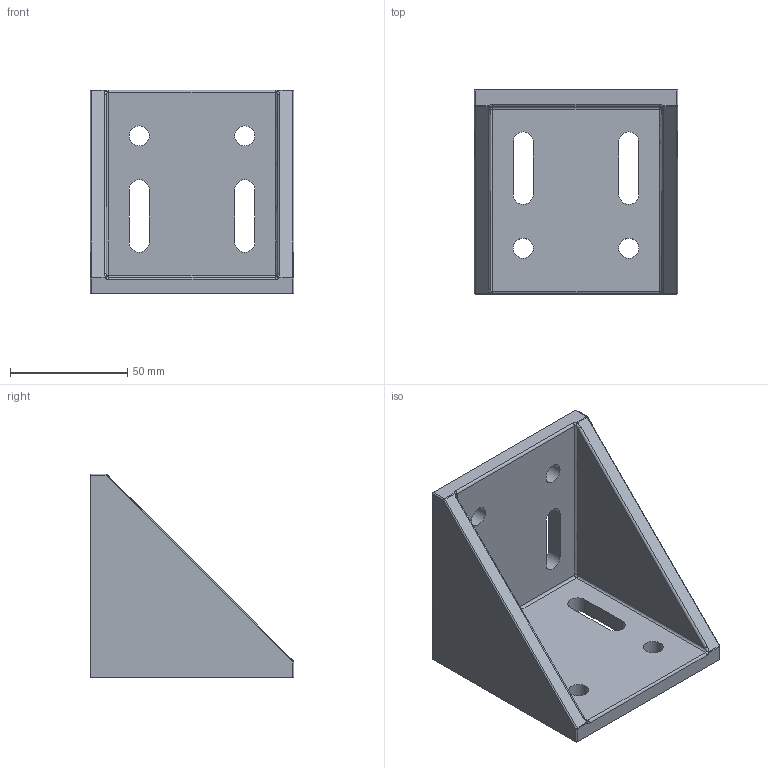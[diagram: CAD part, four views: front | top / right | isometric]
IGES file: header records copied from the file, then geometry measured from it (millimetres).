
Global section: file name: 308787.stp.ipt; native system: Autodesk Inventor 2014; preprocessor: unknown; author: zeman; date: 20151020.095915; units: millimetre
Bounding box: 87 x 87 x 87 mm (x, y, z)
Volume: 125851.1 mm3; surface area: 47589.2 mm2
Topology: 1 solids, 1 shells, 569 faces, 1287 edges, 664 vertices
Faces by surface type: revolution 293, plane 100, cylinder 94, bspline 78, sphere 4
